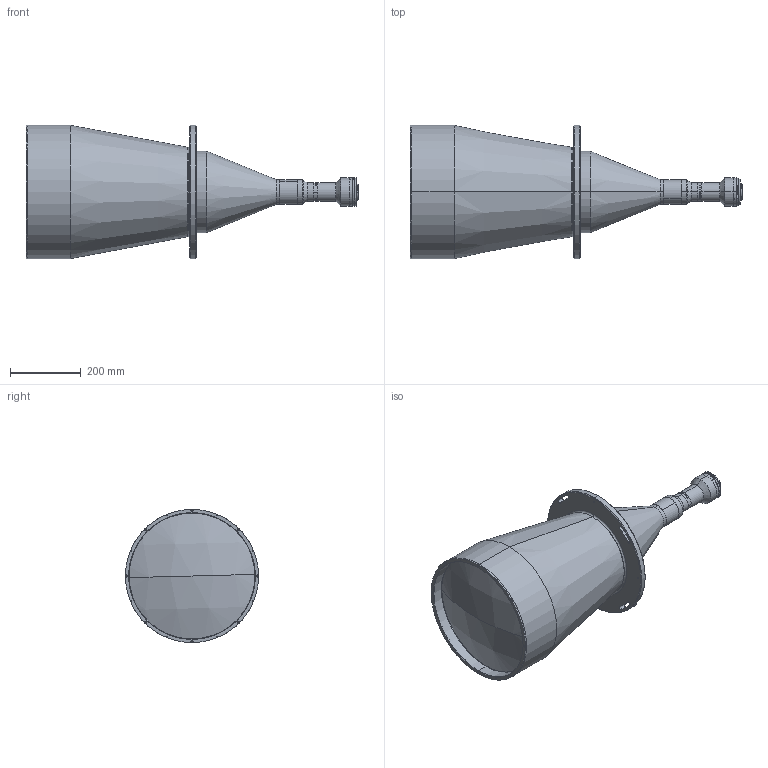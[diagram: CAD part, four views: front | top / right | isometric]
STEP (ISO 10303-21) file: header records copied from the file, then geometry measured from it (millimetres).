
FILE_DESCRIPTION (( 'STEP AP203' ), '1' );
FILE_NAME ('XF-PTL35038-F.STEP', '2019-07-20T02:39:22', ( 'puyufan' ), ( '' ), 'SwSTEP 2.0', 'SolidWorks 2014', '' );
FILE_SCHEMA (( 'CONFIG_CONTROL_DESIGN' ));
Length unit declared in the file: millimetre
Products named in the file (1): XF-PTL35038-F
Bounding box: 936.49 x 376 x 376 mm (x, y, z)
Surface area: 1014261.9 mm2 (no closed solid volume)
Topology: 0 solids, 48 shells, 279 faces, 1299 edges, 1056 vertices
Faces by surface type: cylinder 140, plane 85, cone 26, torus 24, sphere 4
Entity records: 16941 total; most frequent: CARTESIAN_POINT 6375, DIRECTION 2246, ORIENTED_EDGE 1810, EDGE_CURVE 1299, VERTEX_POINT 1056, AXIS2_PLACEMENT_3D 861, CIRCLE 581, VECTOR 524
